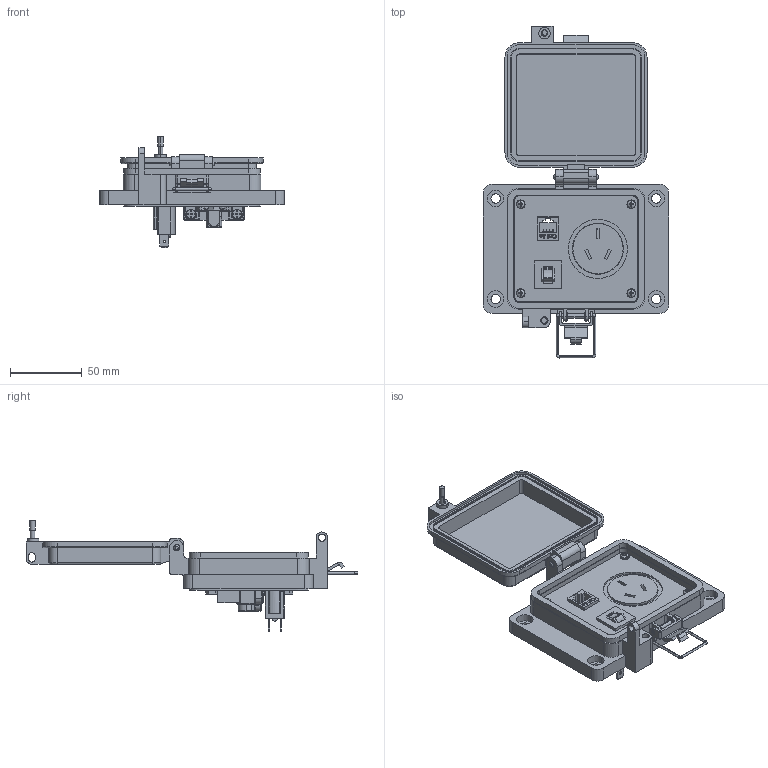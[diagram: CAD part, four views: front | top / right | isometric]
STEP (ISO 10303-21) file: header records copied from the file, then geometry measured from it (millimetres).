
FILE_DESCRIPTION (( 'STEP AP203' ), '1' );
FILE_NAME ('P-R2-K3RA3_3D.STEP', '2018-03-29T17:07:03', ( '' ), ( '' ), 'SwSTEP 2.0', 'SolidWorks 2017', '' );
FILE_SCHEMA (( 'CONFIG_CONTROL_DESIGN' ));
Length unit declared in the file: millimetre
Products named in the file (16): 92005A124_METRIC PAN HEAD PHILLIPS MACHINE SCREW_92005A124; Z-002-632516HN_90675A007; P-R2-K3RA3_3D; P-R2-K3RA3_FP060_1; Z-300-RJ45CAT5; P-R2-K3RA3_BP180_1; R2; P-R2-K3RA3_TP060_1; Z-CB-SM; Z-000-4243316TFP; CBX; Z-200-OTLT-RA; Z-H-K3_B; RA; -K3; Z-000-63234FH_90273A151
Assembly tree (22 placements, depth 3):
  P-R2-K3RA3_3D
    P-R2-K3RA3_BP180_1
    P-R2-K3RA3_TP060_1
    Z-000-4243316TFP  x3
    RA
      Z-200-OTLT-RA
    Z-000-63234FH_90273A151  x2
    Z-002-632516HN_90675A007  x2
    P-R2-K3RA3_FP060_1
    R2
      Z-300-RJ45CAT5
    CBX
      Z-CB-SM
    -K3
      Z-H-K3_B
    92005A124_METRIC PAN HEAD PHILLIPS MACHINE SCREW_92005A124  x4
Bounding box: 129 x 231.28 x 77.64 mm (x, y, z)
Volume: 201152.8 mm3; surface area: 117838.8 mm2
Topology: 27 solids, 27 shells, 2658 faces, 7377 edges, 4817 vertices
Faces by surface type: cylinder 1194, plane 921, bspline 292, cone 159, torus 64, sphere 28
Entity records: 72754 total; most frequent: CARTESIAN_POINT 26680, ORIENTED_EDGE 9952, DIRECTION 8275, EDGE_CURVE 4976, VERTEX_POINT 3248, LINE 2795, VECTOR 2795, AXIS2_PLACEMENT_3D 2740
